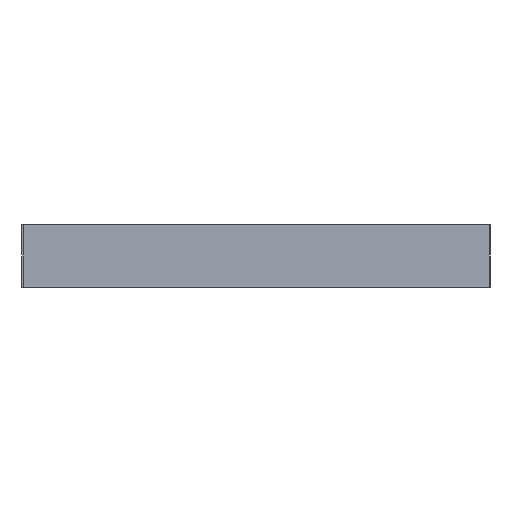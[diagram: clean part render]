
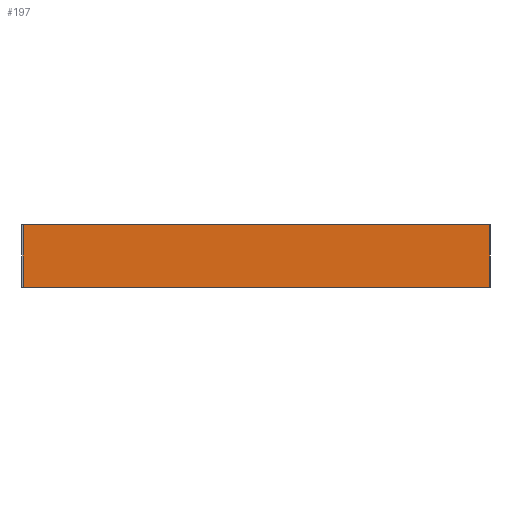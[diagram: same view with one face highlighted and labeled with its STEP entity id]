
A CAD part, left-side view. The second image highlights one B-rep face of the part: STEP entity #197.
In plain terms, the highlighted planar face has unit normal (-1, 0, 0).
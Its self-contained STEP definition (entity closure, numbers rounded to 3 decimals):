
#25=FACE_OUTER_BOUND('',#37,.T.);
#37=EDGE_LOOP('',(#161,#162,#163,#164));
#59=LINE('',#319,#83);
#60=LINE('',#322,#84);
#61=LINE('',#324,#85);
#62=LINE('',#325,#86);
#83=VECTOR('',#264,10.);
#84=VECTOR('',#267,10.);
#85=VECTOR('',#268,10.);
#86=VECTOR('',#269,10.);
#101=VERTEX_POINT('',#315);
#102=VERTEX_POINT('',#317);
#103=VERTEX_POINT('',#321);
#104=VERTEX_POINT('',#323);
#123=EDGE_CURVE('',#101,#102,#59,.T.);
#124=EDGE_CURVE('',#101,#103,#60,.T.);
#125=EDGE_CURVE('',#104,#102,#61,.T.);
#126=EDGE_CURVE('',#103,#104,#62,.T.);
#161=ORIENTED_EDGE('',*,*,#124,.F.);
#162=ORIENTED_EDGE('',*,*,#123,.T.);
#163=ORIENTED_EDGE('',*,*,#125,.F.);
#164=ORIENTED_EDGE('',*,*,#126,.F.);
#185=PLANE('',#224);
#197=ADVANCED_FACE('',(#25),#185,.T.);
#224=AXIS2_PLACEMENT_3D('',#320,#265,#266);
#264=DIRECTION('',(0.,0.,1.));
#265=DIRECTION('center_axis',(-1.,0.,0.));
#266=DIRECTION('ref_axis',(0.,-1.,0.));
#267=DIRECTION('',(0.,1.,0.));
#268=DIRECTION('',(0.,-1.,0.));
#269=DIRECTION('',(0.,0.,1.));
#315=CARTESIAN_POINT('',(-175.028,-0.082,0.));
#317=CARTESIAN_POINT('',(-175.028,-0.082,4.));
#319=CARTESIAN_POINT('',(-175.028,-0.082,0.));
#320=CARTESIAN_POINT('Origin',(-175.028,29.918,0.));
#321=CARTESIAN_POINT('',(-175.028,29.918,0.));
#322=CARTESIAN_POINT('',(-175.028,-0.082,0.));
#323=CARTESIAN_POINT('',(-175.028,29.918,4.));
#324=CARTESIAN_POINT('',(-175.028,-0.082,4.));
#325=CARTESIAN_POINT('',(-175.028,29.918,0.));
